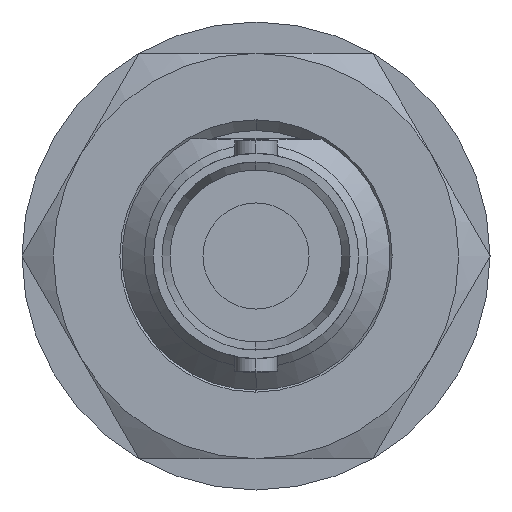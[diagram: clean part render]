
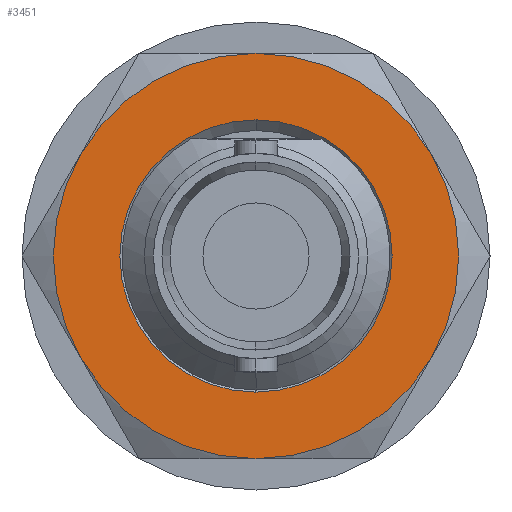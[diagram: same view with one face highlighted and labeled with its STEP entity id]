
A CAD part, left-side view. The second image highlights one B-rep face of the part: STEP entity #3451.
In plain terms, the highlighted planar face has unit normal (-1, 0, 0).
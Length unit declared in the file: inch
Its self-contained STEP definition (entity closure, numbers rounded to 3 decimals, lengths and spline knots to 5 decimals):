
#12 = DIRECTION ( 'NONE',  ( 0., 0., -1. ) ) ;
#282 = CARTESIAN_POINT ( 'NONE',  ( 0., 0., 0. ) ) ;
#338 = DIRECTION ( 'NONE',  ( 1., 0., 0. ) ) ;
#413 = EDGE_CURVE ( 'NONE', #2178, #3118, #3712, .T. ) ;
#580 = DIRECTION ( 'NONE',  ( 0., 0., -1. ) ) ;
#636 = VERTEX_POINT ( 'NONE', #4457 ) ;
#659 = CIRCLE ( 'NONE', #4817, 0.25197 ) ;
#734 = AXIS2_PLACEMENT_3D ( 'NONE', #2421, #4879, #4411 ) ;
#788 = PLANE ( 'NONE',  #4797 ) ;
#871 = VERTEX_POINT ( 'NONE', #5205 ) ;
#904 = EDGE_LOOP ( 'NONE', ( #1367, #4195, #3728, #913, #5095, #3775 ) ) ;
#913 = ORIENTED_EDGE ( 'NONE', *, *, #4156, .F. ) ;
#974 = CIRCLE ( 'NONE', #4137, 0.375 ) ;
#984 = DIRECTION ( 'NONE',  ( 0., 0., -1. ) ) ;
#989 = CARTESIAN_POINT ( 'NONE',  ( 0., 0., -0.25197 ) ) ;
#1112 = CARTESIAN_POINT ( 'NONE',  ( 0., -0.32476, 0.1875 ) ) ;
#1199 = DIRECTION ( 'NONE',  ( 1., 0., 0. ) ) ;
#1256 = FACE_OUTER_BOUND ( 'NONE', #904, .T. ) ;
#1284 = CARTESIAN_POINT ( 'NONE',  ( 0., 0., 0.25197 ) ) ;
#1367 = ORIENTED_EDGE ( 'NONE', *, *, #413, .F. ) ;
#1415 = CIRCLE ( 'NONE', #4277, 0.25197 ) ;
#1448 = CARTESIAN_POINT ( 'NONE',  ( 0., 0., 0. ) ) ;
#1449 = CARTESIAN_POINT ( 'NONE',  ( 0., 0., 0. ) ) ;
#1664 = EDGE_CURVE ( 'NONE', #1787, #2178, #4127, .T. ) ;
#1773 = DIRECTION ( 'NONE',  ( 0., 0., -1. ) ) ;
#1787 = VERTEX_POINT ( 'NONE', #1112 ) ;
#1884 = EDGE_CURVE ( 'NONE', #3733, #5653, #659, .T. ) ;
#2178 = VERTEX_POINT ( 'NONE', #4133 ) ;
#2198 = EDGE_LOOP ( 'NONE', ( #2741, #2626 ) ) ;
#2421 = CARTESIAN_POINT ( 'NONE',  ( 0., 0., 0. ) ) ;
#2626 = ORIENTED_EDGE ( 'NONE', *, *, #4501, .T. ) ;
#2645 = CARTESIAN_POINT ( 'NONE',  ( 0., 0.32476, -0.1875 ) ) ;
#2654 = CARTESIAN_POINT ( 'NONE',  ( 0., 0., 0. ) ) ;
#2741 = ORIENTED_EDGE ( 'NONE', *, *, #1884, .T. ) ;
#2830 = EDGE_CURVE ( 'NONE', #5489, #871, #974, .T. ) ;
#3037 = EDGE_CURVE ( 'NONE', #3118, #5489, #4525, .T. ) ;
#3118 = VERTEX_POINT ( 'NONE', #5154 ) ;
#3156 = CARTESIAN_POINT ( 'NONE',  ( 0., 0., 0. ) ) ;
#3224 = AXIS2_PLACEMENT_3D ( 'NONE', #1449, #5224, #984 ) ;
#3238 = DIRECTION ( 'NONE',  ( 0., 0., -1. ) ) ;
#3358 = DIRECTION ( 'NONE',  ( 1., 0., 0. ) ) ;
#3451 = ADVANCED_FACE ( 'NONE', ( #5492, #1256 ), #788, .F. ) ;
#3566 = DIRECTION ( 'NONE',  ( 0., 0., -1. ) ) ;
#3607 = DIRECTION ( 'NONE',  ( 1., 0., 0. ) ) ;
#3712 = CIRCLE ( 'NONE', #5806, 0.375 ) ;
#3728 = ORIENTED_EDGE ( 'NONE', *, *, #5750, .F. ) ;
#3733 = VERTEX_POINT ( 'NONE', #1284 ) ;
#3775 = ORIENTED_EDGE ( 'NONE', *, *, #3037, .F. ) ;
#4127 = CIRCLE ( 'NONE', #3224, 0.375 ) ;
#4133 = CARTESIAN_POINT ( 'NONE',  ( 0., -0.32476, -0.1875 ) ) ;
#4137 = AXIS2_PLACEMENT_3D ( 'NONE', #4292, #3358, #580 ) ;
#4142 = DIRECTION ( 'NONE',  ( 1., 0., 0. ) ) ;
#4156 = EDGE_CURVE ( 'NONE', #871, #636, #5063, .T. ) ;
#4195 = ORIENTED_EDGE ( 'NONE', *, *, #1664, .F. ) ;
#4277 = AXIS2_PLACEMENT_3D ( 'NONE', #4539, #3607, #3238 ) ;
#4292 = CARTESIAN_POINT ( 'NONE',  ( 0., 0., 0. ) ) ;
#4411 = DIRECTION ( 'NONE',  ( 0., 0., -1. ) ) ;
#4457 = CARTESIAN_POINT ( 'NONE',  ( 0., 0., 0.375 ) ) ;
#4501 = EDGE_CURVE ( 'NONE', #5653, #3733, #1415, .T. ) ;
#4525 = CIRCLE ( 'NONE', #5319, 0.375 ) ;
#4539 = CARTESIAN_POINT ( 'NONE',  ( 0., 0., 0. ) ) ;
#4552 = DIRECTION ( 'NONE',  ( 1., 0., 0. ) ) ;
#4565 = AXIS2_PLACEMENT_3D ( 'NONE', #282, #338, #5452 ) ;
#4797 = AXIS2_PLACEMENT_3D ( 'NONE', #2654, #4552, #6117 ) ;
#4817 = AXIS2_PLACEMENT_3D ( 'NONE', #3156, #1199, #1773 ) ;
#4879 = DIRECTION ( 'NONE',  ( 1., 0., 0. ) ) ;
#5063 = CIRCLE ( 'NONE', #4565, 0.375 ) ;
#5095 = ORIENTED_EDGE ( 'NONE', *, *, #2830, .F. ) ;
#5154 = CARTESIAN_POINT ( 'NONE',  ( 0., 0., -0.375 ) ) ;
#5205 = CARTESIAN_POINT ( 'NONE',  ( 0., 0.32476, 0.1875 ) ) ;
#5224 = DIRECTION ( 'NONE',  ( 1., 0., 0. ) ) ;
#5319 = AXIS2_PLACEMENT_3D ( 'NONE', #5595, #4142, #3566 ) ;
#5372 = CIRCLE ( 'NONE', #734, 0.375 ) ;
#5452 = DIRECTION ( 'NONE',  ( 0., 0., -1. ) ) ;
#5489 = VERTEX_POINT ( 'NONE', #2645 ) ;
#5492 = FACE_BOUND ( 'NONE', #2198, .T. ) ;
#5595 = CARTESIAN_POINT ( 'NONE',  ( 0., 0., 0. ) ) ;
#5653 = VERTEX_POINT ( 'NONE', #989 ) ;
#5750 = EDGE_CURVE ( 'NONE', #636, #1787, #5372, .T. ) ;
#5806 = AXIS2_PLACEMENT_3D ( 'NONE', #1448, #6069, #12 ) ;
#6069 = DIRECTION ( 'NONE',  ( 1., 0., 0. ) ) ;
#6117 = DIRECTION ( 'NONE',  ( 0., 0., -1. ) ) ;
